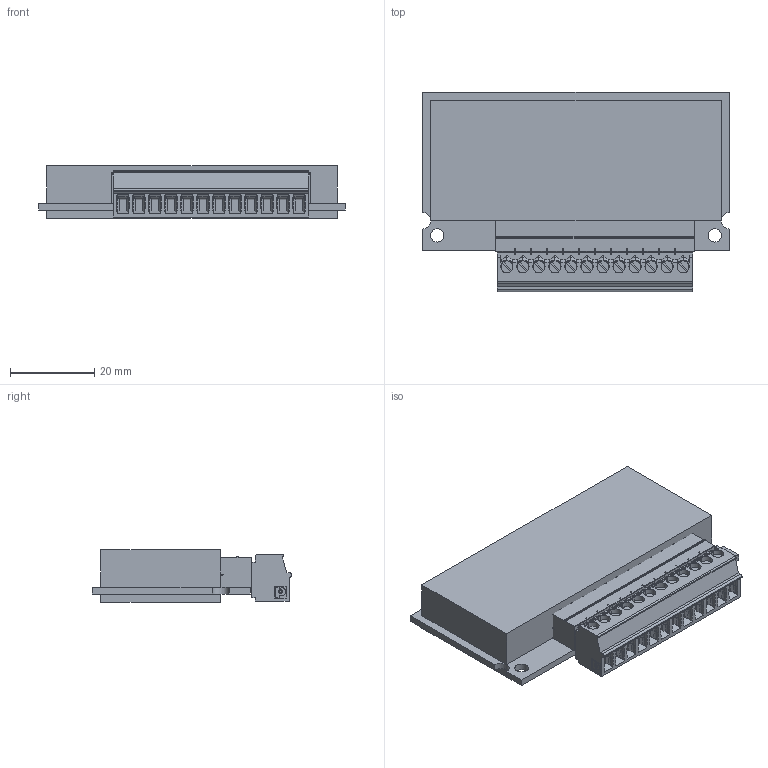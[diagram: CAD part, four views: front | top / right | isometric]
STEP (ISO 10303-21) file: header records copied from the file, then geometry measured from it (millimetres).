
FILE_DESCRIPTION(/* description */ ('Alibre Inc.'),/* implementation_level */ '2;1');
FILE_NAME(/* name */ 'export-C25302FC-F97A-499B-975D-0D4242333BD3',/* time_stamp */ '2019-03-22T06:51:31+01:00',/* author */ (''),/* organization */ (''),/* preprocessor_version */ 'ST-DEVELOPER v17',/* originating_system */ 'Alibre',/* authorisation */ '');
FILE_SCHEMA (('AUTOMOTIVE_DESIGN'));
Length unit declared in the file: centimetre
Products named in the file (7): ID_1
Bounding box: 73 x 47.38 x 12.6 mm (x, y, z)
Volume: 32300.2 mm3; surface area: 23979.3 mm2
Topology: 5 solids, 5 shells, 1904 faces, 4847 edges, 3104 vertices
Faces by surface type: plane 1226, cylinder 510, torus 72, cone 60, sphere 36
Full cylindrical faces by diameter (mm): 1.016 x36, 1.3 x12, 3.2 x2
Entity records: 65967 total; most frequent: CARTESIAN_POINT 23527, ORIENTED_EDGE 9502, DIRECTION 6985, EDGE_CURVE 4751, VECTOR 3130, LINE 3130, VERTEX_POINT 3056, AXIS2_PLACEMENT_3D 2535
